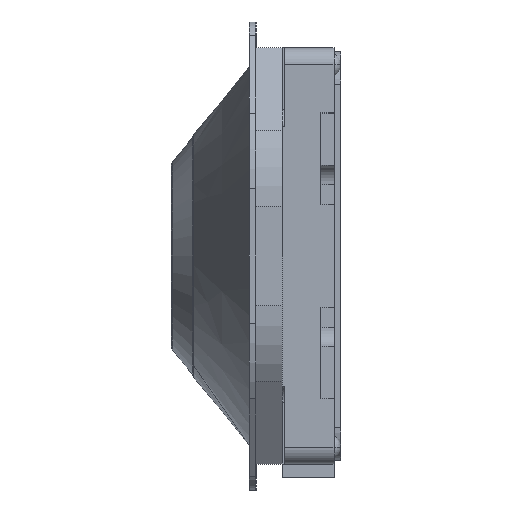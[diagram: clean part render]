
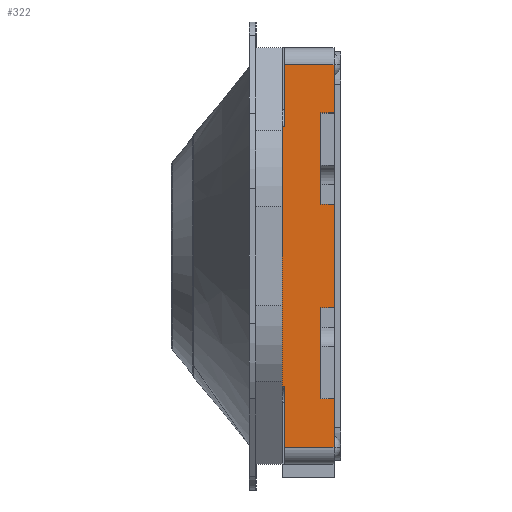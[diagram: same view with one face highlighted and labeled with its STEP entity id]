
A CAD part, left-side view. The second image highlights one B-rep face of the part: STEP entity #322.
In plain terms, the highlighted planar face has unit normal (-1, 0, 0).
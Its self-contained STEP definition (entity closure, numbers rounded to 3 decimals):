
#47 = LINE ( 'NONE', #3203, #4223 ) ;
#124 = VERTEX_POINT ( 'NONE', #3504 ) ;
#279 = CARTESIAN_POINT ( 'NONE',  ( -1.3, 0.025, -0.735 ) ) ;
#322 = ADVANCED_FACE ( 'NONE', ( #5837 ), #3313, .F. ) ;
#439 = EDGE_CURVE ( 'NONE', #124, #656, #5391, .T. ) ;
#578 = CARTESIAN_POINT ( 'NONE',  ( -1.3, 0.215, -0.5 ) ) ;
#594 = LINE ( 'NONE', #3198, #4829 ) ;
#597 = CARTESIAN_POINT ( 'NONE',  ( -1.3, 0.075, -0.2 ) ) ;
#611 = DIRECTION ( 'NONE',  ( 1., 0., 0. ) ) ;
#640 = ORIENTED_EDGE ( 'NONE', *, *, #4969, .T. ) ;
#649 = VERTEX_POINT ( 'NONE', #5727 ) ;
#656 = VERTEX_POINT ( 'NONE', #4166 ) ;
#780 = LINE ( 'NONE', #279, #3551 ) ;
#918 = VECTOR ( 'NONE', #3071, 1000. ) ;
#919 = DIRECTION ( 'NONE',  ( 0., -1., 0. ) ) ;
#923 = VERTEX_POINT ( 'NONE', #1309 ) ;
#1129 = EDGE_CURVE ( 'NONE', #923, #656, #6440, .T. ) ;
#1194 = VERTEX_POINT ( 'NONE', #597 ) ;
#1201 = EDGE_CURVE ( 'NONE', #4180, #6205, #47, .T. ) ;
#1207 = VECTOR ( 'NONE', #2304, 1000. ) ;
#1227 = VECTOR ( 'NONE', #3359, 1000. ) ;
#1272 = ORIENTED_EDGE ( 'NONE', *, *, #3557, .F. ) ;
#1309 = CARTESIAN_POINT ( 'NONE',  ( -1.3, 0.225, 0.5 ) ) ;
#1369 = VERTEX_POINT ( 'NONE', #3577 ) ;
#1581 = CARTESIAN_POINT ( 'NONE',  ( -1.3, 0.225, -0.735 ) ) ;
#1604 = LINE ( 'NONE', #2261, #3086 ) ;
#1661 = CARTESIAN_POINT ( 'NONE',  ( -1.3, 1.851, -0.735 ) ) ;
#1685 = CARTESIAN_POINT ( 'NONE',  ( -1.3, 0.215, 0.735 ) ) ;
#1760 = VERTEX_POINT ( 'NONE', #2032 ) ;
#1832 = DIRECTION ( 'NONE',  ( 0., 0., 1. ) ) ;
#1868 = ORIENTED_EDGE ( 'NONE', *, *, #6690, .T. ) ;
#1876 = ORIENTED_EDGE ( 'NONE', *, *, #5940, .T. ) ;
#1921 = DIRECTION ( 'NONE',  ( 0., 0., 1. ) ) ;
#1938 = CARTESIAN_POINT ( 'NONE',  ( -1.3, 1.851, 0.735 ) ) ;
#1984 = CARTESIAN_POINT ( 'NONE',  ( -1.3, 0.025, 0.735 ) ) ;
#2032 = CARTESIAN_POINT ( 'NONE',  ( -1.3, 0.025, 0.735 ) ) ;
#2063 = CARTESIAN_POINT ( 'NONE',  ( -1.3, 1.851, -0.735 ) ) ;
#2078 = ORIENTED_EDGE ( 'NONE', *, *, #5981, .F. ) ;
#2089 = VECTOR ( 'NONE', #4021, 1000. ) ;
#2097 = DIRECTION ( 'NONE',  ( 0., -1., 0. ) ) ;
#2189 = ORIENTED_EDGE ( 'NONE', *, *, #4081, .F. ) ;
#2261 = CARTESIAN_POINT ( 'NONE',  ( -1.3, 1.851, 0.2 ) ) ;
#2301 = ORIENTED_EDGE ( 'NONE', *, *, #3282, .F. ) ;
#2304 = DIRECTION ( 'NONE',  ( 0., -1., 0. ) ) ;
#2318 = VECTOR ( 'NONE', #919, 1000. ) ;
#2446 = VERTEX_POINT ( 'NONE', #3846 ) ;
#2582 = VERTEX_POINT ( 'NONE', #4058 ) ;
#2587 = VERTEX_POINT ( 'NONE', #4152 ) ;
#2634 = DIRECTION ( 'NONE',  ( 0., 0., -1. ) ) ;
#2679 = LINE ( 'NONE', #3248, #6728 ) ;
#2739 = CARTESIAN_POINT ( 'NONE',  ( -1.3, 0.215, 0.5 ) ) ;
#2771 = DIRECTION ( 'NONE',  ( 0., 1., 0. ) ) ;
#2838 = ORIENTED_EDGE ( 'NONE', *, *, #4630, .T. ) ;
#2884 = LINE ( 'NONE', #4971, #1227 ) ;
#2963 = LINE ( 'NONE', #3402, #3471 ) ;
#3071 = DIRECTION ( 'NONE',  ( 0., 0., 1. ) ) ;
#3086 = VECTOR ( 'NONE', #5396, 1000. ) ;
#3155 = CARTESIAN_POINT ( 'NONE',  ( -1.3, 0.075, -0.55 ) ) ;
#3198 = CARTESIAN_POINT ( 'NONE',  ( -1.3, 0.075, 0.735 ) ) ;
#3203 = CARTESIAN_POINT ( 'NONE',  ( -1.3, 0.215, 0.5 ) ) ;
#3248 = CARTESIAN_POINT ( 'NONE',  ( -1.3, 0.075, -0.735 ) ) ;
#3282 = EDGE_CURVE ( 'NONE', #1760, #1369, #4606, .T. ) ;
#3291 = LINE ( 'NONE', #3911, #1207 ) ;
#3305 = ORIENTED_EDGE ( 'NONE', *, *, #1201, .T. ) ;
#3313 = PLANE ( 'NONE',  #6340 ) ;
#3331 = VERTEX_POINT ( 'NONE', #6265 ) ;
#3359 = DIRECTION ( 'NONE',  ( 0., 1., 0. ) ) ;
#3402 = CARTESIAN_POINT ( 'NONE',  ( -1.3, 0.025, -0.735 ) ) ;
#3471 = VECTOR ( 'NONE', #1921, 1000. ) ;
#3504 = CARTESIAN_POINT ( 'NONE',  ( -1.3, 0.215, -0.5 ) ) ;
#3507 = EDGE_CURVE ( 'NONE', #2446, #1369, #3291, .T. ) ;
#3551 = VECTOR ( 'NONE', #1832, 1000. ) ;
#3557 = EDGE_CURVE ( 'NONE', #4180, #1760, #6661, .T. ) ;
#3563 = LINE ( 'NONE', #4135, #918 ) ;
#3577 = CARTESIAN_POINT ( 'NONE',  ( -1.3, 0.025, 0.55 ) ) ;
#3638 = EDGE_LOOP ( 'NONE', ( #6222, #6126, #2078, #1876, #640, #2838, #5671, #2301, #1272, #3305, #1868, #3686, #4813, #2189, #4905, #5648 ) ) ;
#3686 = ORIENTED_EDGE ( 'NONE', *, *, #1129, .T. ) ;
#3781 = DIRECTION ( 'NONE',  ( 0., 0., 1. ) ) ;
#3846 = CARTESIAN_POINT ( 'NONE',  ( -1.3, 0.075, 0.55 ) ) ;
#3911 = CARTESIAN_POINT ( 'NONE',  ( -1.3, 1.851, 0.55 ) ) ;
#3985 = LINE ( 'NONE', #6093, #2089 ) ;
#3987 = VERTEX_POINT ( 'NONE', #5524 ) ;
#3992 = VECTOR ( 'NONE', #2097, 1000. ) ;
#4021 = DIRECTION ( 'NONE',  ( 0., -1., 0. ) ) ;
#4058 = CARTESIAN_POINT ( 'NONE',  ( -1.3, 0.025, 0.2 ) ) ;
#4081 = EDGE_CURVE ( 'NONE', #2587, #124, #3563, .T. ) ;
#4128 = EDGE_CURVE ( 'NONE', #2587, #3987, #5692, .T. ) ;
#4135 = CARTESIAN_POINT ( 'NONE',  ( -1.3, 0.215, -0.5 ) ) ;
#4152 = CARTESIAN_POINT ( 'NONE',  ( -1.3, 0.215, -0.735 ) ) ;
#4166 = CARTESIAN_POINT ( 'NONE',  ( -1.3, 0.225, -0.5 ) ) ;
#4180 = VERTEX_POINT ( 'NONE', #1685 ) ;
#4223 = VECTOR ( 'NONE', #5311, 1000. ) ;
#4242 = DIRECTION ( 'NONE',  ( 0., 0., -1. ) ) ;
#4309 = VECTOR ( 'NONE', #5320, 1000. ) ;
#4335 = EDGE_CURVE ( 'NONE', #3987, #4792, #2963, .T. ) ;
#4606 = LINE ( 'NONE', #1984, #6518 ) ;
#4630 = EDGE_CURVE ( 'NONE', #649, #2446, #594, .T. ) ;
#4690 = LINE ( 'NONE', #6343, #4309 ) ;
#4792 = VERTEX_POINT ( 'NONE', #5506 ) ;
#4813 = ORIENTED_EDGE ( 'NONE', *, *, #439, .F. ) ;
#4829 = VECTOR ( 'NONE', #3781, 1000. ) ;
#4840 = EDGE_CURVE ( 'NONE', #6311, #4792, #3985, .T. ) ;
#4905 = ORIENTED_EDGE ( 'NONE', *, *, #4128, .T. ) ;
#4969 = EDGE_CURVE ( 'NONE', #2582, #649, #1604, .T. ) ;
#4971 = CARTESIAN_POINT ( 'NONE',  ( -1.3, 1.851, -0.2 ) ) ;
#5228 = VECTOR ( 'NONE', #2634, 1000. ) ;
#5311 = DIRECTION ( 'NONE',  ( 0., 0., -1. ) ) ;
#5320 = DIRECTION ( 'NONE',  ( 0., 1., 0. ) ) ;
#5360 = DIRECTION ( 'NONE',  ( 0., 0., -1. ) ) ;
#5391 = LINE ( 'NONE', #578, #6670 ) ;
#5396 = DIRECTION ( 'NONE',  ( 0., 1., 0. ) ) ;
#5506 = CARTESIAN_POINT ( 'NONE',  ( -1.3, 0.025, -0.55 ) ) ;
#5524 = CARTESIAN_POINT ( 'NONE',  ( -1.3, 0.025, -0.735 ) ) ;
#5648 = ORIENTED_EDGE ( 'NONE', *, *, #4335, .T. ) ;
#5671 = ORIENTED_EDGE ( 'NONE', *, *, #3507, .T. ) ;
#5683 = DIRECTION ( 'NONE',  ( 0., 0., -1. ) ) ;
#5692 = LINE ( 'NONE', #2063, #3992 ) ;
#5727 = CARTESIAN_POINT ( 'NONE',  ( -1.3, 0.075, 0.2 ) ) ;
#5837 = FACE_OUTER_BOUND ( 'NONE', #3638, .T. ) ;
#5940 = EDGE_CURVE ( 'NONE', #3331, #2582, #780, .T. ) ;
#5981 = EDGE_CURVE ( 'NONE', #3331, #1194, #2884, .T. ) ;
#6093 = CARTESIAN_POINT ( 'NONE',  ( -1.3, 1.851, -0.55 ) ) ;
#6126 = ORIENTED_EDGE ( 'NONE', *, *, #6281, .F. ) ;
#6205 = VERTEX_POINT ( 'NONE', #2739 ) ;
#6222 = ORIENTED_EDGE ( 'NONE', *, *, #4840, .F. ) ;
#6265 = CARTESIAN_POINT ( 'NONE',  ( -1.3, 0.025, -0.2 ) ) ;
#6281 = EDGE_CURVE ( 'NONE', #1194, #6311, #2679, .T. ) ;
#6311 = VERTEX_POINT ( 'NONE', #3155 ) ;
#6340 = AXIS2_PLACEMENT_3D ( 'NONE', #1661, #611, #4242 ) ;
#6343 = CARTESIAN_POINT ( 'NONE',  ( -1.3, 0.215, 0.5 ) ) ;
#6440 = LINE ( 'NONE', #1581, #5228 ) ;
#6518 = VECTOR ( 'NONE', #5683, 1000. ) ;
#6661 = LINE ( 'NONE', #1938, #2318 ) ;
#6670 = VECTOR ( 'NONE', #2771, 1000. ) ;
#6690 = EDGE_CURVE ( 'NONE', #6205, #923, #4690, .T. ) ;
#6728 = VECTOR ( 'NONE', #5360, 1000. ) ;
